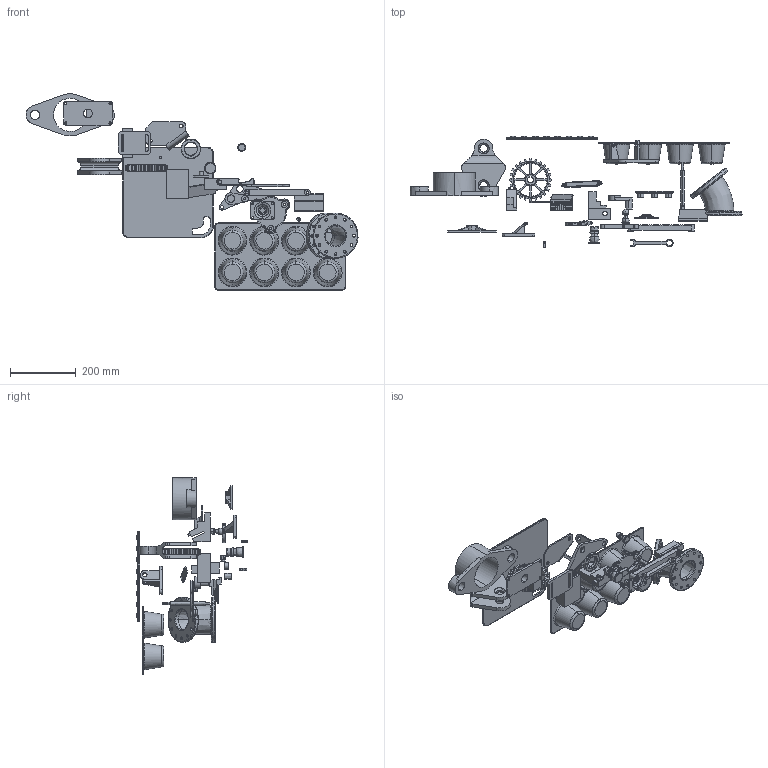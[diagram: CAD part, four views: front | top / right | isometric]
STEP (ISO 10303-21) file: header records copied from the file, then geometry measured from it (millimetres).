
FILE_DESCRIPTION(('FreeCAD Model'),'2;1');
FILE_NAME('Open CASCADE Shape Model','2025-05-02T03:35:45',('FreeCAD'),( 'FreeCAD'),'Open CASCADE STEP processor 7.6','FreeCAD','Unknown');
FILE_SCHEMA(('AUTOMOTIVE_DESIGN { 1 0 10303 214 1 1 1 1 }'));
Products named in the file (1): Open CASCADE STEP translator 7.6 1
Bounding box: 1007.15 x 338.33 x 595.57 mm (x, y, z)
Volume: 3400300.4 mm3; surface area: 1122955 mm2
Topology: 28 solids, 28 shells, 1392 faces, 3488 edges, 2286 vertices
Faces by surface type: bspline 1392
Entity records: 44134 total; most frequent: CARTESIAN_POINT 24037, ORIENTED_EDGE 6972, EDGE_CURVE 3486, VERTEX_POINT 2286, B_SPLINE_CURVE_WITH_KNOTS 1900, FACE_BOUND 1682, EDGE_LOOP 1682, ADVANCED_FACE 1392
